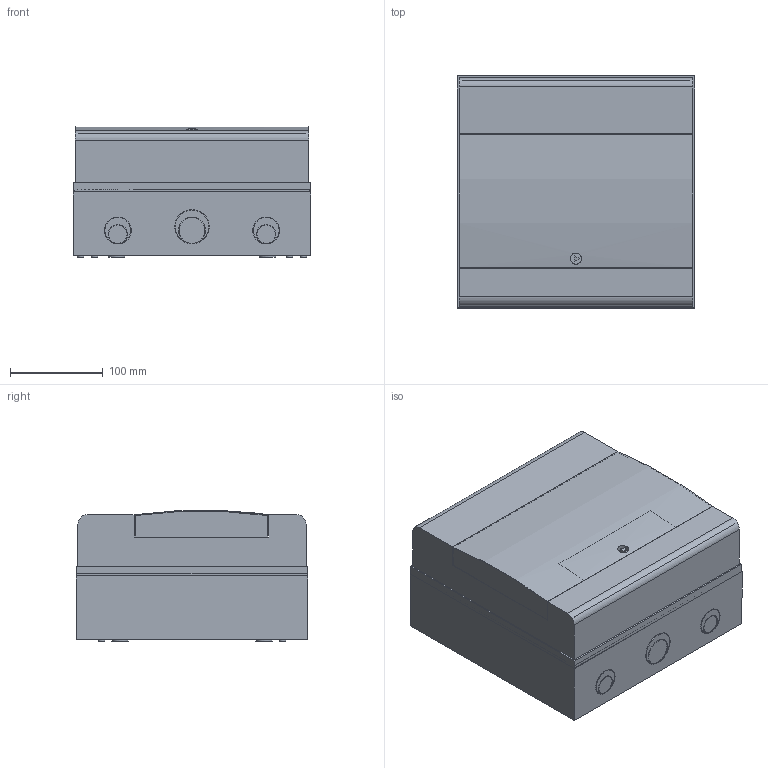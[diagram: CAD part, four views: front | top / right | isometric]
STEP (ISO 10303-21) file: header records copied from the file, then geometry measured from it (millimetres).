
FILE_DESCRIPTION (( 'STEP AP203' ), '1' );
FILE_NAME ('MKP73-N-12-66 侍享-12營P66.STEP', '2016-10-18T07:16:20', ( '' ), ( '' ), 'SwSTEP 2.0', 'SolidWorks 2014', '' );
FILE_SCHEMA (( 'CONFIG_CONTROL_DESIGN' ));
Length unit declared in the file: millimetre
Products named in the file (1): MKP73-N-12-66 侍享-12營P66
Bounding box: 256 x 250 x 140.94 mm (x, y, z)
Volume: 1206494.1 mm3; surface area: 762340.6 mm2
Topology: 7 solids, 7 shells, 936 faces, 2432 edges, 1627 vertices
Faces by surface type: plane 666, cylinder 184, cone 84, torus 2
Full cylindrical faces by diameter (mm): 2.5 x8, 4 x22, 5 x24, 6 x2, 7 x8, 10 x2, 11.5 x4, 12 x1, 13 x6, 14 x4, 18 x8, 20 x4, 28 x2, 29 x4, 37 x2
Entity records: 27967 total; most frequent: CARTESIAN_POINT 5751, DIRECTION 4558, ORIENTED_EDGE 4358, EDGE_CURVE 2179, AXIS2_PLACEMENT_3D 1627, VERTEX_POINT 1538, VECTOR 1304, LINE 1304
